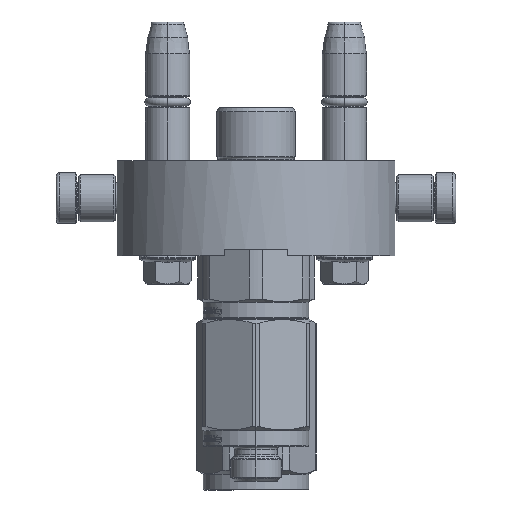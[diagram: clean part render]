
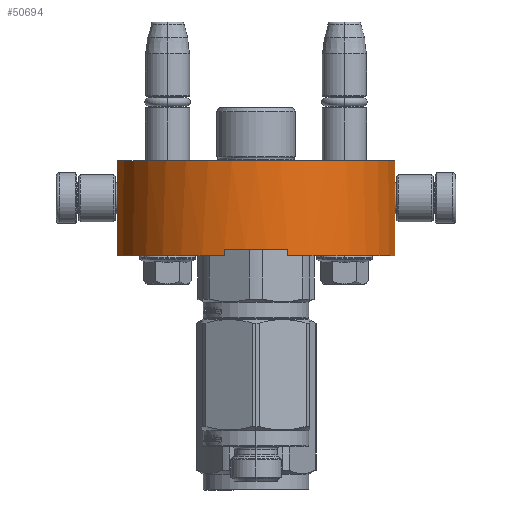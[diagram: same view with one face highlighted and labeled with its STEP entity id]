
A CAD part, left-side view. The second image highlights one B-rep face of the part: STEP entity #50694.
In plain terms, the highlighted cylindrical face has radius 44.75 mm (diameter 89.5 mm), a partial arc.
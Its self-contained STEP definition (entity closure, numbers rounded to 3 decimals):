
#245 = EDGE_CURVE ( 'NONE', #66975, #40455, #49006, .T. ) ;
#1091 = CIRCLE ( 'NONE', #43769, 44.75 ) ;
#1977 = ORIENTED_EDGE ( 'NONE', *, *, #54812, .T. ) ;
#2411 = VERTEX_POINT ( 'NONE', #59818 ) ;
#5546 = VECTOR ( 'NONE', #61408, 1000. ) ;
#7202 = VECTOR ( 'NONE', #51316, 1000. ) ;
#7937 = EDGE_CURVE ( 'NONE', #54020, #35299, #12692, .T. ) ;
#8013 = CARTESIAN_POINT ( 'NONE',  ( 0., 28., 0. ) ) ;
#8728 = EDGE_CURVE ( 'NONE', #24723, #2411, #46885, .T. ) ;
#8924 = VERTEX_POINT ( 'NONE', #55655 ) ;
#9509 = DIRECTION ( 'NONE',  ( 1., 0., 0. ) ) ;
#9614 = DIRECTION ( 'NONE',  ( -0.983, 0., 0.182 ) ) ;
#12692 = CIRCLE ( 'NONE', #42883, 44.75 ) ;
#13270 = DIRECTION ( 'NONE',  ( 0., 1., 0. ) ) ;
#16354 = VECTOR ( 'NONE', #65468, 1000. ) ;
#16561 = EDGE_LOOP ( 'NONE', ( #30338, #65483, #46059, #1977, #67005, #54715, #44149, #28479 ) ) ;
#16671 = CARTESIAN_POINT ( 'NONE',  ( -10., 28., 43.618 ) ) ;
#16903 = DIRECTION ( 'NONE',  ( 0., 1., 0. ) ) ;
#18423 = CARTESIAN_POINT ( 'NONE',  ( -44., 30., 8.159 ) ) ;
#22807 = CARTESIAN_POINT ( 'NONE',  ( -10., 28., 43.618 ) ) ;
#24469 = EDGE_CURVE ( 'NONE', #24723, #8924, #1091, .T. ) ;
#24723 = VERTEX_POINT ( 'NONE', #22807 ) ;
#28479 = ORIENTED_EDGE ( 'NONE', *, *, #24469, .F. ) ;
#28910 = CARTESIAN_POINT ( 'NONE',  ( -44., 0., 8.159 ) ) ;
#30119 = CARTESIAN_POINT ( 'NONE',  ( 0., 30., 0. ) ) ;
#30158 = CARTESIAN_POINT ( 'NONE',  ( 0., 0., 0. ) ) ;
#30338 = ORIENTED_EDGE ( 'NONE', *, *, #8728, .T. ) ;
#30699 = CARTESIAN_POINT ( 'NONE',  ( -44., 0., 8.159 ) ) ;
#30719 = AXIS2_PLACEMENT_3D ( 'NONE', #30119, #56194, #36035 ) ;
#33027 = CARTESIAN_POINT ( 'NONE',  ( 10., 30., 43.618 ) ) ;
#35198 = CIRCLE ( 'NONE', #30719, 44.75 ) ;
#35299 = VERTEX_POINT ( 'NONE', #36339 ) ;
#35508 = CARTESIAN_POINT ( 'NONE',  ( 10., 28., 43.618 ) ) ;
#36035 = DIRECTION ( 'NONE',  ( -0.983, 0., 0.182 ) ) ;
#36339 = CARTESIAN_POINT ( 'NONE',  ( 44., 30., 8.159 ) ) ;
#36389 = AXIS2_PLACEMENT_3D ( 'NONE', #46505, #57020, #9509 ) ;
#37871 = VERTEX_POINT ( 'NONE', #39269 ) ;
#39269 = CARTESIAN_POINT ( 'NONE',  ( 44., 0., 8.159 ) ) ;
#39976 = EDGE_CURVE ( 'NONE', #37871, #35299, #53773, .T. ) ;
#40408 = CARTESIAN_POINT ( 'NONE',  ( 44., 0., 8.159 ) ) ;
#40455 = VERTEX_POINT ( 'NONE', #18423 ) ;
#40602 = LINE ( 'NONE', #35508, #7202 ) ;
#42246 = CYLINDRICAL_SURFACE ( 'NONE', #36389, 44.75 ) ;
#42883 = AXIS2_PLACEMENT_3D ( 'NONE', #43910, #59665, #48910 ) ;
#43497 = EDGE_CURVE ( 'NONE', #40455, #2411, #35198, .T. ) ;
#43769 = AXIS2_PLACEMENT_3D ( 'NONE', #8013, #13270, #55063 ) ;
#43910 = CARTESIAN_POINT ( 'NONE',  ( 0., 30., 0. ) ) ;
#44149 = ORIENTED_EDGE ( 'NONE', *, *, #50691, .F. ) ;
#45590 = FACE_OUTER_BOUND ( 'NONE', #16561, .T. ) ;
#46059 = ORIENTED_EDGE ( 'NONE', *, *, #245, .F. ) ;
#46505 = CARTESIAN_POINT ( 'NONE',  ( 0., 0., 0. ) ) ;
#46885 = LINE ( 'NONE', #16671, #58326 ) ;
#48910 = DIRECTION ( 'NONE',  ( 0.223, 0., 0.975 ) ) ;
#49006 = LINE ( 'NONE', #28910, #16354 ) ;
#50691 = EDGE_CURVE ( 'NONE', #8924, #54020, #40602, .T. ) ;
#50694 = ADVANCED_FACE ( 'NONE', ( #45590 ), #42246, .T. ) ;
#51316 = DIRECTION ( 'NONE',  ( 0., 1., 0. ) ) ;
#51530 = AXIS2_PLACEMENT_3D ( 'NONE', #30158, #62375, #9614 ) ;
#53773 = LINE ( 'NONE', #40408, #5546 ) ;
#54020 = VERTEX_POINT ( 'NONE', #33027 ) ;
#54715 = ORIENTED_EDGE ( 'NONE', *, *, #7937, .F. ) ;
#54812 = EDGE_CURVE ( 'NONE', #66975, #37871, #54888, .T. ) ;
#54888 = CIRCLE ( 'NONE', #51530, 44.75 ) ;
#55063 = DIRECTION ( 'NONE',  ( -0.223, 0., 0.975 ) ) ;
#55655 = CARTESIAN_POINT ( 'NONE',  ( 10., 28., 43.618 ) ) ;
#56194 = DIRECTION ( 'NONE',  ( 0., 1., 0. ) ) ;
#57020 = DIRECTION ( 'NONE',  ( 0., -1., 0. ) ) ;
#58326 = VECTOR ( 'NONE', #16903, 1000. ) ;
#59665 = DIRECTION ( 'NONE',  ( 0., 1., 0. ) ) ;
#59818 = CARTESIAN_POINT ( 'NONE',  ( -10., 30., 43.618 ) ) ;
#61408 = DIRECTION ( 'NONE',  ( 0., 1., 0. ) ) ;
#62375 = DIRECTION ( 'NONE',  ( 0., 1., 0. ) ) ;
#65468 = DIRECTION ( 'NONE',  ( 0., 1., 0. ) ) ;
#65483 = ORIENTED_EDGE ( 'NONE', *, *, #43497, .F. ) ;
#66975 = VERTEX_POINT ( 'NONE', #30699 ) ;
#67005 = ORIENTED_EDGE ( 'NONE', *, *, #39976, .T. ) ;
